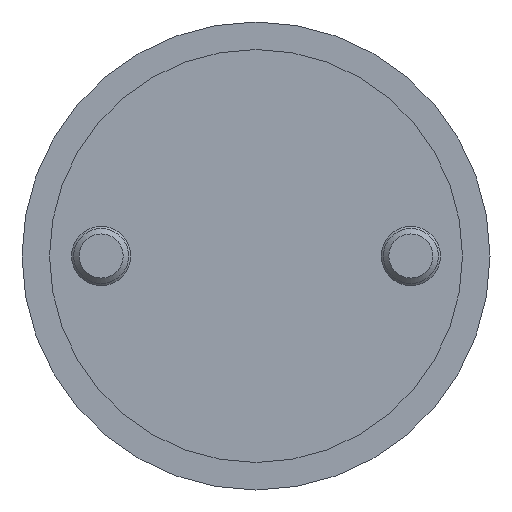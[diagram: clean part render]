
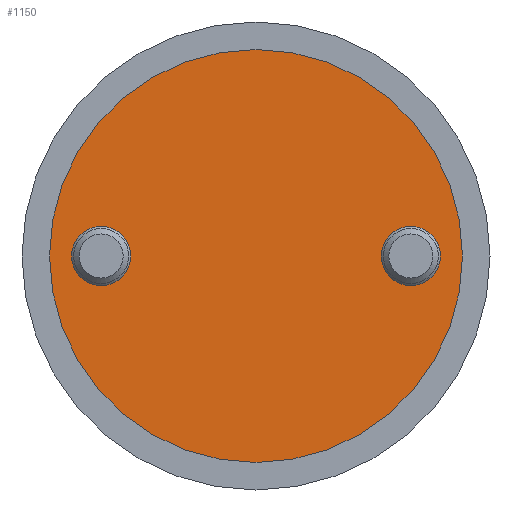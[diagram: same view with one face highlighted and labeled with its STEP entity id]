
A CAD part, left-side view. The second image highlights one B-rep face of the part: STEP entity #1150.
In plain terms, the highlighted planar face has unit normal (-1, 0, 0).
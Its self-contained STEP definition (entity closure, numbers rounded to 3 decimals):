
#174=ORIENTED_EDGE('',*,*,#385,.F.);
#175=ORIENTED_EDGE('',*,*,#386,.F.);
#176=ORIENTED_EDGE('',*,*,#383,.T.);
#383=EDGE_CURVE('',#490,#490,#561,.T.);
#385=EDGE_CURVE('',#492,#492,#563,.T.);
#386=EDGE_CURVE('',#493,#493,#564,.T.);
#490=VERTEX_POINT('',#1596);
#492=VERTEX_POINT('',#1602);
#493=VERTEX_POINT('',#1604);
#561=CIRCLE('',#1218,15.);
#563=CIRCLE('',#1222,2.15);
#564=CIRCLE('',#1223,2.15);
#610=EDGE_LOOP('',(#174));
#611=EDGE_LOOP('',(#175));
#612=EDGE_LOOP('',(#176));
#688=FACE_BOUND('',#610,.T.);
#689=FACE_BOUND('',#611,.T.);
#690=FACE_BOUND('',#612,.T.);
#758=PLANE('',#1221);
#1150=ADVANCED_FACE('',(#688,#689,#690),#758,.T.);
#1218=AXIS2_PLACEMENT_3D('',#1595,#1330,#1331);
#1221=AXIS2_PLACEMENT_3D('',#1600,#1336,#1337);
#1222=AXIS2_PLACEMENT_3D('',#1601,#1338,#1339);
#1223=AXIS2_PLACEMENT_3D('',#1603,#1340,#1341);
#1330=DIRECTION('',(-1.,0.,0.));
#1331=DIRECTION('',(0.,0.,1.));
#1336=DIRECTION('',(-1.,0.,0.));
#1337=DIRECTION('',(0.,0.,1.));
#1338=DIRECTION('',(-1.,0.,0.));
#1339=DIRECTION('',(0.,0.,1.));
#1340=DIRECTION('',(-1.,0.,0.));
#1341=DIRECTION('',(0.,0.,1.));
#1595=CARTESIAN_POINT('',(0.,0.,0.));
#1596=CARTESIAN_POINT('',(0.,0.,15.));
#1600=CARTESIAN_POINT('',(0.,0.,0.));
#1601=CARTESIAN_POINT('',(0.,11.25,0.));
#1602=CARTESIAN_POINT('',(0.,11.25,2.15));
#1603=CARTESIAN_POINT('',(0.,-11.25,0.));
#1604=CARTESIAN_POINT('',(0.,-11.25,2.15));
